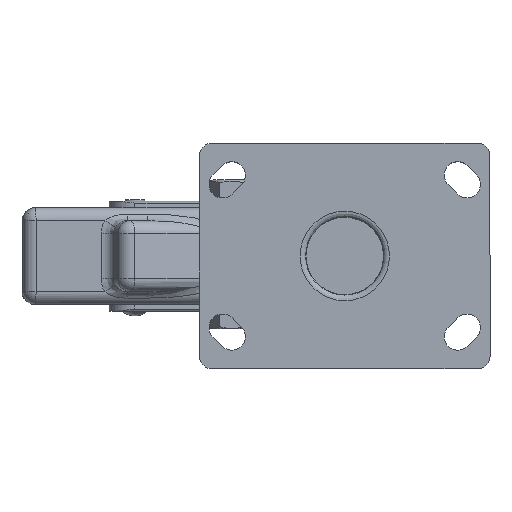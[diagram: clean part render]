
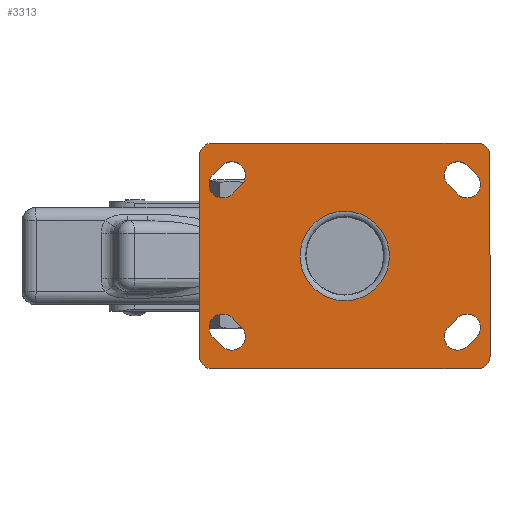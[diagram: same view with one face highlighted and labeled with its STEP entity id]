
A CAD part, top view. The second image highlights one B-rep face of the part: STEP entity #3313.
In plain terms, the highlighted planar face has unit normal (0, 0, 1).
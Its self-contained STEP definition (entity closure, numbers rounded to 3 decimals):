
#2675=CARTESIAN_POINT('',(37.97,27.97,6.598));
#2676=VERTEX_POINT('',#2675);
#2683=CARTESIAN_POINT('',(32.03,22.03,6.598));
#2684=VERTEX_POINT('',#2683);
#2685=CARTESIAN_POINT('',(35.0,25.0,6.598));
#2686=DIRECTION('',(0.0,0.0,-1.0));
#2687=DIRECTION('',(-0.707,-0.707,0.0));
#2688=AXIS2_PLACEMENT_3D('',#2685,#2686,#2687);
#2689=CIRCLE('',#2688,4.2);
#2690=EDGE_CURVE('',#2684,#2676,#2689,.T.);
#2715=CARTESIAN_POINT('',(34.859,19.202,6.598));
#2716=VERTEX_POINT('',#2715);
#2717=CARTESIAN_POINT('',(34.859,19.202,6.598));
#2718=DIRECTION('',(-0.707,0.707,0.0));
#2719=VECTOR('',#2718,4.);
#2720=LINE('',#2717,#2719);
#2721=EDGE_CURVE('',#2716,#2684,#2720,.T.);
#2747=CARTESIAN_POINT('',(40.798,25.141,6.598));
#2748=VERTEX_POINT('',#2747);
#2749=CARTESIAN_POINT('',(37.828,22.172,6.598));
#2750=DIRECTION('',(0.0,0.0,-1.0));
#2751=DIRECTION('',(0.707,0.707,0.0));
#2752=AXIS2_PLACEMENT_3D('',#2749,#2750,#2751);
#2753=CIRCLE('',#2752,4.2);
#2754=EDGE_CURVE('',#2748,#2716,#2753,.T.);
#2777=CARTESIAN_POINT('',(37.97,27.97,6.598));
#2778=DIRECTION('',(0.707,-0.707,0.0));
#2779=VECTOR('',#2778,4.);
#2780=LINE('',#2777,#2779);
#2781=EDGE_CURVE('',#2676,#2748,#2780,.T.);
#2803=CARTESIAN_POINT('',(-37.97,-27.97,6.598));
#2804=VERTEX_POINT('',#2803);
#2811=CARTESIAN_POINT('',(-32.03,-22.03,6.598));
#2812=VERTEX_POINT('',#2811);
#2813=CARTESIAN_POINT('',(-35.,-25.0,6.598));
#2814=DIRECTION('',(0.0,0.0,-1.0));
#2815=DIRECTION('',(-0.707,-0.707,0.0));
#2816=AXIS2_PLACEMENT_3D('',#2813,#2814,#2815);
#2817=CIRCLE('',#2816,4.2);
#2818=EDGE_CURVE('',#2812,#2804,#2817,.T.);
#2843=CARTESIAN_POINT('',(-34.859,-19.202,6.598));
#2844=VERTEX_POINT('',#2843);
#2845=CARTESIAN_POINT('',(-34.859,-19.202,6.598));
#2846=DIRECTION('',(0.707,-0.707,0.0));
#2847=VECTOR('',#2846,4.);
#2848=LINE('',#2845,#2847);
#2849=EDGE_CURVE('',#2844,#2812,#2848,.T.);
#2875=CARTESIAN_POINT('',(-40.798,-25.141,6.598));
#2876=VERTEX_POINT('',#2875);
#2877=CARTESIAN_POINT('',(-37.828,-22.172,6.598));
#2878=DIRECTION('',(0.0,0.0,-1.0));
#2879=DIRECTION('',(0.707,0.707,0.0));
#2880=AXIS2_PLACEMENT_3D('',#2877,#2878,#2879);
#2881=CIRCLE('',#2880,4.2);
#2882=EDGE_CURVE('',#2876,#2844,#2881,.T.);
#2905=CARTESIAN_POINT('',(-37.97,-27.97,6.598));
#2906=DIRECTION('',(-0.707,0.707,0.0));
#2907=VECTOR('',#2906,4.);
#2908=LINE('',#2905,#2907);
#2909=EDGE_CURVE('',#2804,#2876,#2908,.T.);
#2931=CARTESIAN_POINT('',(-40.798,25.141,6.598));
#2932=VERTEX_POINT('',#2931);
#2939=CARTESIAN_POINT('',(-34.859,19.202,6.598));
#2940=VERTEX_POINT('',#2939);
#2941=CARTESIAN_POINT('',(-37.828,22.172,6.598));
#2942=DIRECTION('',(0.0,0.0,-1.0));
#2943=DIRECTION('',(-0.707,0.707,0.0));
#2944=AXIS2_PLACEMENT_3D('',#2941,#2942,#2943);
#2945=CIRCLE('',#2944,4.2);
#2946=EDGE_CURVE('',#2940,#2932,#2945,.T.);
#2971=CARTESIAN_POINT('',(-32.03,22.03,6.598));
#2972=VERTEX_POINT('',#2971);
#2973=CARTESIAN_POINT('',(-32.03,22.03,6.598));
#2974=DIRECTION('',(-0.707,-0.707,0.0));
#2975=VECTOR('',#2974,4.);
#2976=LINE('',#2973,#2975);
#2977=EDGE_CURVE('',#2972,#2940,#2976,.T.);
#3003=CARTESIAN_POINT('',(-37.97,27.97,6.598));
#3004=VERTEX_POINT('',#3003);
#3005=CARTESIAN_POINT('',(-35.0,25.0,6.598));
#3006=DIRECTION('',(0.0,0.0,-1.0));
#3007=DIRECTION('',(0.707,-0.707,0.0));
#3008=AXIS2_PLACEMENT_3D('',#3005,#3006,#3007);
#3009=CIRCLE('',#3008,4.2);
#3010=EDGE_CURVE('',#3004,#2972,#3009,.T.);
#3033=CARTESIAN_POINT('',(-40.798,25.141,6.598));
#3034=DIRECTION('',(0.707,0.707,0.0));
#3035=VECTOR('',#3034,4.);
#3036=LINE('',#3033,#3035);
#3037=EDGE_CURVE('',#2932,#3004,#3036,.T.);
#3059=CARTESIAN_POINT('',(40.798,-25.141,6.598));
#3060=VERTEX_POINT('',#3059);
#3067=CARTESIAN_POINT('',(34.859,-19.202,6.598));
#3068=VERTEX_POINT('',#3067);
#3069=CARTESIAN_POINT('',(37.828,-22.172,6.598));
#3070=DIRECTION('',(0.0,0.0,-1.0));
#3071=DIRECTION('',(0.707,-0.707,0.0));
#3072=AXIS2_PLACEMENT_3D('',#3069,#3070,#3071);
#3073=CIRCLE('',#3072,4.2);
#3074=EDGE_CURVE('',#3068,#3060,#3073,.T.);
#3099=CARTESIAN_POINT('',(32.03,-22.03,6.598));
#3100=VERTEX_POINT('',#3099);
#3101=CARTESIAN_POINT('',(32.03,-22.03,6.598));
#3102=DIRECTION('',(0.707,0.707,0.0));
#3103=VECTOR('',#3102,4.);
#3104=LINE('',#3101,#3103);
#3105=EDGE_CURVE('',#3100,#3068,#3104,.T.);
#3131=CARTESIAN_POINT('',(37.97,-27.97,6.598));
#3132=VERTEX_POINT('',#3131);
#3133=CARTESIAN_POINT('',(35.,-25.0,6.598));
#3134=DIRECTION('',(0.0,0.0,-1.0));
#3135=DIRECTION('',(-0.707,0.707,0.0));
#3136=AXIS2_PLACEMENT_3D('',#3133,#3134,#3135);
#3137=CIRCLE('',#3136,4.2);
#3138=EDGE_CURVE('',#3132,#3100,#3137,.T.);
#3161=CARTESIAN_POINT('',(40.798,-25.141,6.598));
#3162=DIRECTION('',(-0.707,-0.707,0.0));
#3163=VECTOR('',#3162,4.);
#3164=LINE('',#3161,#3163);
#3165=EDGE_CURVE('',#3060,#3132,#3164,.T.);
#3187=CARTESIAN_POINT('',(45.,-31.0,6.598));
#3188=VERTEX_POINT('',#3187);
#3195=CARTESIAN_POINT('',(41.,-35.0,6.598));
#3196=VERTEX_POINT('',#3195);
#3197=CARTESIAN_POINT('',(41.,-31.0,6.598));
#3198=DIRECTION('',(0.0,0.0,-1.0));
#3199=DIRECTION('',(0.707,-0.707,0.0));
#3200=AXIS2_PLACEMENT_3D('',#3197,#3198,#3199);
#3201=CIRCLE('',#3200,4.);
#3202=EDGE_CURVE('',#3188,#3196,#3201,.T.);
#3213=CARTESIAN_POINT('',(13.845,0.0,6.598));
#3214=DIRECTION('',(0.0,0.0,1.0));
#3215=DIRECTION('',(1.0,0.0,0.0));
#3216=AXIS2_PLACEMENT_3D('',#3213,#3214,#3215);
#3217=PLANE('',#3216);
#3218=ORIENTED_EDGE('',*,*,#3202,.F.);
#3219=CARTESIAN_POINT('',(45.,31.0,6.598));
#3220=VERTEX_POINT('',#3219);
#3221=CARTESIAN_POINT('',(45.,-31.0,6.598));
#3222=DIRECTION('',(0.0,1.0,0.0));
#3223=VECTOR('',#3222,62.0);
#3224=LINE('',#3221,#3223);
#3225=EDGE_CURVE('',#3188,#3220,#3224,.T.);
#3226=ORIENTED_EDGE('',*,*,#3225,.T.);
#3227=CARTESIAN_POINT('',(41.,35.0,6.598));
#3228=VERTEX_POINT('',#3227);
#3229=CARTESIAN_POINT('',(41.,31.0,6.598));
#3230=DIRECTION('',(0.0,0.0,-1.));
#3231=DIRECTION('',(0.707,0.707,0.0));
#3232=AXIS2_PLACEMENT_3D('',#3229,#3230,#3231);
#3233=CIRCLE('',#3232,4.);
#3234=EDGE_CURVE('',#3228,#3220,#3233,.T.);
#3235=ORIENTED_EDGE('',*,*,#3234,.F.);
#3236=CARTESIAN_POINT('',(-41.,35.,6.598));
#3237=VERTEX_POINT('',#3236);
#3238=CARTESIAN_POINT('',(41.,35.0,6.598));
#3239=DIRECTION('',(-1.0,0.0,0.0));
#3240=VECTOR('',#3239,82.0);
#3241=LINE('',#3238,#3240);
#3242=EDGE_CURVE('',#3228,#3237,#3241,.T.);
#3243=ORIENTED_EDGE('',*,*,#3242,.T.);
#3244=CARTESIAN_POINT('',(-45.,31.,6.598));
#3245=VERTEX_POINT('',#3244);
#3246=CARTESIAN_POINT('',(-41.,31.,6.598));
#3247=DIRECTION('',(0.0,0.0,-1.0));
#3248=DIRECTION('',(-0.707,0.707,0.0));
#3249=AXIS2_PLACEMENT_3D('',#3246,#3247,#3248);
#3250=CIRCLE('',#3249,4.);
#3251=EDGE_CURVE('',#3245,#3237,#3250,.T.);
#3252=ORIENTED_EDGE('',*,*,#3251,.F.);
#3253=CARTESIAN_POINT('',(-45.,-31.,6.598));
#3254=VERTEX_POINT('',#3253);
#3255=CARTESIAN_POINT('',(-45.,31.,6.598));
#3256=DIRECTION('',(0.0,-1.0,0.0));
#3257=VECTOR('',#3256,62.);
#3258=LINE('',#3255,#3257);
#3259=EDGE_CURVE('',#3245,#3254,#3258,.T.);
#3260=ORIENTED_EDGE('',*,*,#3259,.T.);
#3261=CARTESIAN_POINT('',(-41.,-35.0,6.598));
#3262=VERTEX_POINT('',#3261);
#3263=CARTESIAN_POINT('',(-41.,-31.,6.598));
#3264=DIRECTION('',(0.0,0.0,-1.0));
#3265=DIRECTION('',(-0.707,-0.707,0.0));
#3266=AXIS2_PLACEMENT_3D('',#3263,#3264,#3265);
#3267=CIRCLE('',#3266,4.);
#3268=EDGE_CURVE('',#3262,#3254,#3267,.T.);
#3269=ORIENTED_EDGE('',*,*,#3268,.F.);
#3270=CARTESIAN_POINT('',(-41.,-35.0,6.598));
#3271=DIRECTION('',(1.0,0.0,0.0));
#3272=VECTOR('',#3271,82.0);
#3273=LINE('',#3270,#3272);
#3274=EDGE_CURVE('',#3262,#3196,#3273,.T.);
#3275=ORIENTED_EDGE('',*,*,#3274,.T.);
#3276=EDGE_LOOP('',(#3218,#3226,#3235,#3243,#3252,#3260,#3269,#3275));
#3277=FACE_OUTER_BOUND('',#3276,.T.);
#3278=ORIENTED_EDGE('',*,*,#2690,.T.);
#3279=ORIENTED_EDGE('',*,*,#2781,.T.);
#3280=ORIENTED_EDGE('',*,*,#2754,.T.);
#3281=ORIENTED_EDGE('',*,*,#2721,.T.);
#3282=EDGE_LOOP('',(#3278,#3279,#3280,#3281));
#3283=FACE_BOUND('',#3282,.T.);
#3284=ORIENTED_EDGE('',*,*,#2818,.T.);
#3285=ORIENTED_EDGE('',*,*,#2909,.T.);
#3286=ORIENTED_EDGE('',*,*,#2882,.T.);
#3287=ORIENTED_EDGE('',*,*,#2849,.T.);
#3288=EDGE_LOOP('',(#3284,#3285,#3286,#3287));
#3289=FACE_BOUND('',#3288,.T.);
#3290=ORIENTED_EDGE('',*,*,#2946,.T.);
#3291=ORIENTED_EDGE('',*,*,#3037,.T.);
#3292=ORIENTED_EDGE('',*,*,#3010,.T.);
#3293=ORIENTED_EDGE('',*,*,#2977,.T.);
#3294=EDGE_LOOP('',(#3290,#3291,#3292,#3293));
#3295=FACE_BOUND('',#3294,.T.);
#3296=ORIENTED_EDGE('',*,*,#3074,.T.);
#3297=ORIENTED_EDGE('',*,*,#3165,.T.);
#3298=ORIENTED_EDGE('',*,*,#3138,.T.);
#3299=ORIENTED_EDGE('',*,*,#3105,.T.);
#3300=EDGE_LOOP('',(#3296,#3297,#3298,#3299));
#3301=FACE_BOUND('',#3300,.T.);
#3302=CARTESIAN_POINT('',(13.845,0.0,6.598));
#3303=VERTEX_POINT('',#3302);
#3304=CARTESIAN_POINT('',(0.0,0.0,6.598));
#3305=DIRECTION('',(0.0,0.0,1.0));
#3306=DIRECTION('',(-1.0,0.0,0.0));
#3307=AXIS2_PLACEMENT_3D('',#3304,#3305,#3306);
#3308=CIRCLE('',#3307,13.845);
#3309=EDGE_CURVE('',#3303,#3303,#3308,.T.);
#3310=ORIENTED_EDGE('',*,*,#3309,.F.);
#3311=EDGE_LOOP('',(#3310));
#3312=FACE_BOUND('',#3311,.T.);
#3313=ADVANCED_FACE('',(#3277,#3283,#3289,#3295,#3301,#3312),#3217,.T.);
